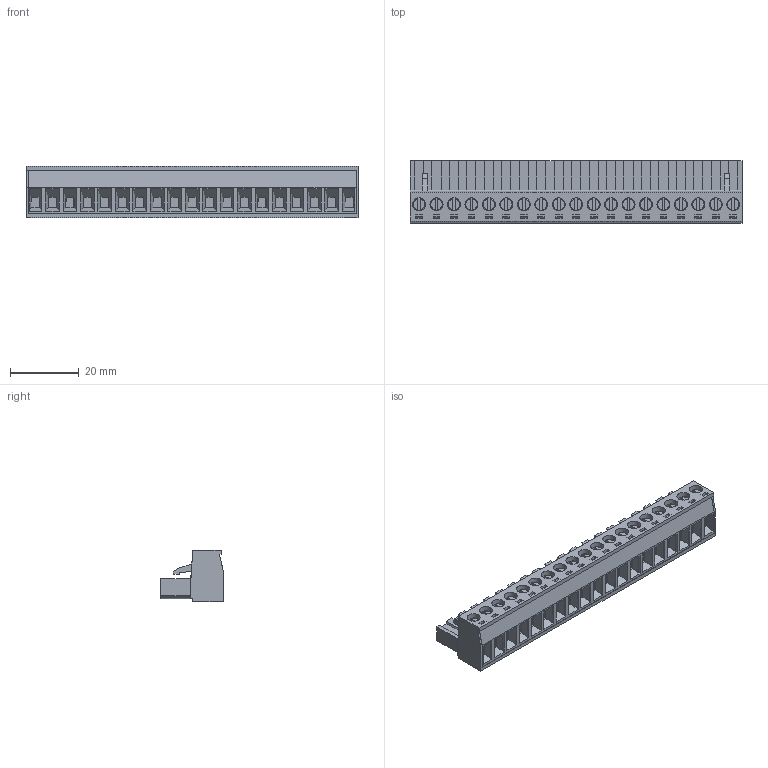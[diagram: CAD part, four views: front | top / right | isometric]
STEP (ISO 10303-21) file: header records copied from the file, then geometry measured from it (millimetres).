
FILE_DESCRIPTION(/* description */ ('Unknown'),/* implementation_level */ '2;1');
FILE_NAME(/* name */ '691351500019',/* time_stamp */ '2021-01-04T16:14:21+01:00',/* author */ ('Unknown'),/* organization */ ('Unknown'),/* preprocessor_version */ 'ST-DEVELOPER v16.7',/* originating_system */ 'DEX',/* authorisation */ $);
FILE_SCHEMA (('AUTOMOTIVE_DESIGN {1 0 10303 214 3 1 1}'));
Products named in the file (6): 6913515000xx; 691351500019; 6913515000xx_CAGE; 6913515000xx_PIN; 6913515000xx_VIS; 691351500019_CAPOT
Assembly tree (59 placements, depth 2):
  6913515000xx
    691351500019
    6913515000xx_CAGE  x19
    6913515000xx_PIN  x19
    6913515000xx_VIS  x19
    691351500019_CAPOT
Bounding box: 96.62 x 18.2 x 15.1 mm (x, y, z)
Volume: 10845.1 mm3; surface area: 29226 mm2
Topology: 59 solids, 59 shells, 4382 faces, 11900 edges, 7768 vertices
Faces by surface type: plane 3232, cylinder 1055, torus 57, cone 38
Full cylindrical faces by diameter (mm): 1.6 x19, 2.2 x19, 2.5 x19, 2.9 x19, 2.95 x19, 3 x19, 3.8 x38
Entity records: 66970 total; most frequent: CARTESIAN_POINT 11739, ORIENTED_EDGE 11418, DIRECTION 10654, EDGE_CURVE 5709, LINE 5196, VECTOR 5196, VERTEX_POINT 3766, AXIS2_PLACEMENT_3D 2729
